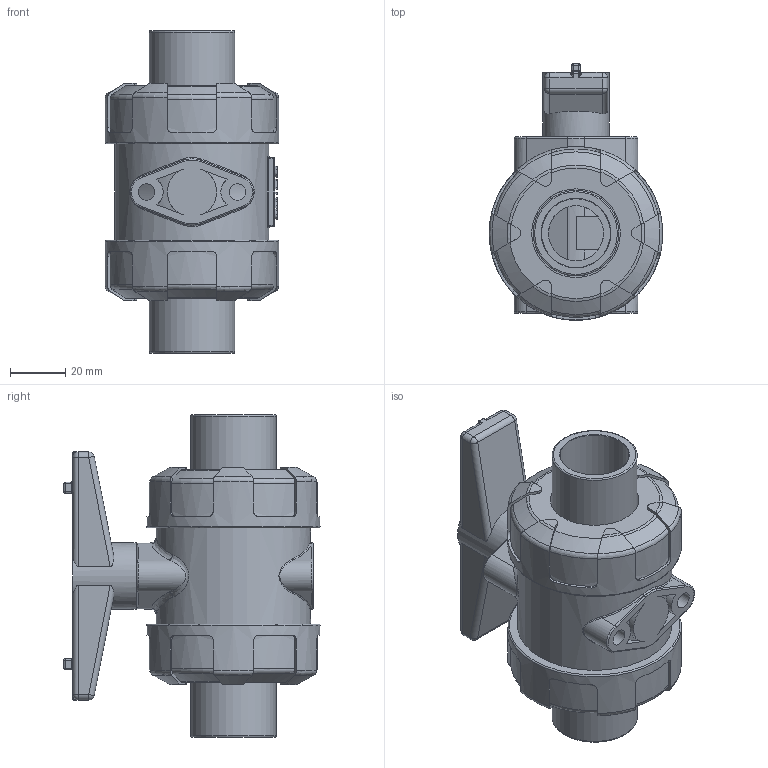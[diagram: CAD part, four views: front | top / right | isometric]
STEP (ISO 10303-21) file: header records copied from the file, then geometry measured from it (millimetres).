
FILE_DESCRIPTION(/* description */ (''),/* implementation_level */ '2;1');
FILE_NAME(/* name */ 'DN20_3D_STEP.stp',/* time_stamp */ '2025-07-03T15:48:55+03:00',/* author */ ('igorr'),/* organization */ (''),/* preprocessor_version */ 'ST-DEVELOPER v20',/* originating_system */ 'Autodesk Inventor 2025',/* authorisation */ '');
FILE_SCHEMA (('AUTOMOTIVE_DESIGN { 1 0 10303 214 3 1 1 }'));
Length unit declared in the file: millimetre
Products named in the file (1): Деталь1
Bounding box: 63 x 93 x 117 mm (x, y, z)
Volume: 236097.9 mm3; surface area: 46406.9 mm2
Topology: 1 solids, 6 shells, 575 faces, 1460 edges, 927 vertices
Faces by surface type: plane 191, cylinder 179, bspline 87, torus 68, cone 26, sphere 24
Full cylindrical faces by diameter (mm): 6 x4, 12 x1, 17.858 x1, 20 x2, 24 x1, 25 x2, 31 x2, 32.2 x2, 56 x1, 63 x2
Entity records: 21057 total; most frequent: CARTESIAN_POINT 7492, ORIENTED_EDGE 2912, DIRECTION 2403, EDGE_CURVE 1456, VERTEX_POINT 927, AXIS2_PLACEMENT_3D 891, LINE 621, VECTOR 621
